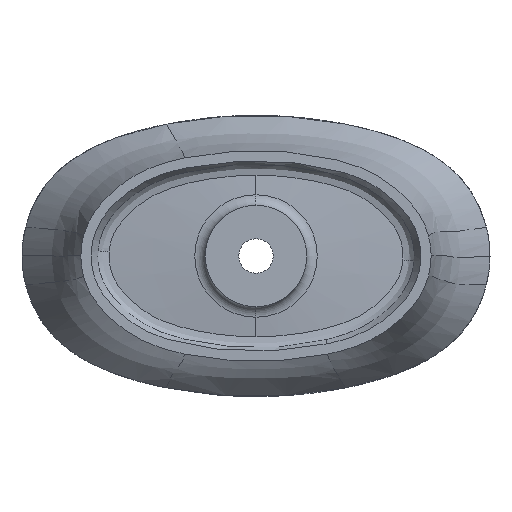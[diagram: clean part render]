
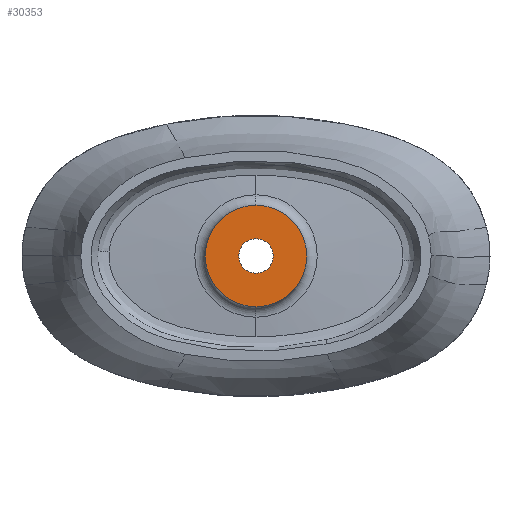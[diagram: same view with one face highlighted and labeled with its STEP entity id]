
A CAD part, front view. The second image highlights one B-rep face of the part: STEP entity #30353.
In plain terms, the highlighted planar face has unit normal (0, -1, 0).
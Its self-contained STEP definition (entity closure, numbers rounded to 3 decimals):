
#164 = DIRECTION ( 'NONE',  ( 0., 1., 0. ) ) ;
#749 = CARTESIAN_POINT ( 'NONE',  ( 0., 0., 0. ) ) ;
#2967 = CARTESIAN_POINT ( 'NONE',  ( 0., 0., 0. ) ) ;
#3344 = CIRCLE ( 'NONE', #27368, 65. ) ;
#3667 = EDGE_CURVE ( 'NONE', #19460, #16379, #32195, .T. ) ;
#4336 = PLANE ( 'NONE',  #28780 ) ;
#4637 = CARTESIAN_POINT ( 'NONE',  ( 0., 0., 0. ) ) ;
#5779 = EDGE_CURVE ( 'NONE', #16379, #19460, #28754, .T. ) ;
#10619 = DIRECTION ( 'NONE',  ( 0., 0., -1. ) ) ;
#11720 = DIRECTION ( 'NONE',  ( 0., 0., -1. ) ) ;
#12277 = AXIS2_PLACEMENT_3D ( 'NONE', #2967, #164, #39465 ) ;
#12417 = CARTESIAN_POINT ( 'NONE',  ( 0., 0., -22. ) ) ;
#13676 = AXIS2_PLACEMENT_3D ( 'NONE', #749, #26948, #10619 ) ;
#13999 = DIRECTION ( 'NONE',  ( 0., -1., 0. ) ) ;
#15325 = VERTEX_POINT ( 'NONE', #38681 ) ;
#15768 = EDGE_CURVE ( 'NONE', #25640, #15325, #3344, .T. ) ;
#16379 = VERTEX_POINT ( 'NONE', #25279 ) ;
#16585 = EDGE_LOOP ( 'NONE', ( #18246, #26733 ) ) ;
#16949 = DIRECTION ( 'NONE',  ( 0., -1., 0. ) ) ;
#17006 = DIRECTION ( 'NONE',  ( 0., 0., -1. ) ) ;
#17613 = EDGE_CURVE ( 'NONE', #15325, #25640, #32848, .T. ) ;
#18246 = ORIENTED_EDGE ( 'NONE', *, *, #15768, .T. ) ;
#18478 = AXIS2_PLACEMENT_3D ( 'NONE', #4637, #41149, #11720 ) ;
#19460 = VERTEX_POINT ( 'NONE', #12417 ) ;
#19756 = CARTESIAN_POINT ( 'NONE',  ( 0., 0., 0. ) ) ;
#22003 = CARTESIAN_POINT ( 'NONE',  ( 0., 0., -65. ) ) ;
#22624 = ORIENTED_EDGE ( 'NONE', *, *, #3667, .T. ) ;
#25279 = CARTESIAN_POINT ( 'NONE',  ( 0., 0., 22. ) ) ;
#25640 = VERTEX_POINT ( 'NONE', #22003 ) ;
#26003 = DIRECTION ( 'NONE',  ( 0., 0., -1. ) ) ;
#26733 = ORIENTED_EDGE ( 'NONE', *, *, #17613, .T. ) ;
#26891 = CARTESIAN_POINT ( 'NONE',  ( 0., 0., 0. ) ) ;
#26948 = DIRECTION ( 'NONE',  ( 0., -1., 0. ) ) ;
#27368 = AXIS2_PLACEMENT_3D ( 'NONE', #19756, #16949, #26003 ) ;
#28754 = CIRCLE ( 'NONE', #18478, 22. ) ;
#28780 = AXIS2_PLACEMENT_3D ( 'NONE', #26891, #13999, #17006 ) ;
#30353 = ADVANCED_FACE ( 'NONE', ( #33765, #37207 ), #4336, .T. ) ;
#32195 = CIRCLE ( 'NONE', #12277, 22. ) ;
#32848 = CIRCLE ( 'NONE', #13676, 65. ) ;
#33765 = FACE_BOUND ( 'NONE', #34879, .T. ) ;
#34879 = EDGE_LOOP ( 'NONE', ( #42169, #22624 ) ) ;
#37207 = FACE_OUTER_BOUND ( 'NONE', #16585, .T. ) ;
#38681 = CARTESIAN_POINT ( 'NONE',  ( 0., 0., 65. ) ) ;
#39465 = DIRECTION ( 'NONE',  ( 0., 0., -1. ) ) ;
#41149 = DIRECTION ( 'NONE',  ( 0., 1., 0. ) ) ;
#42169 = ORIENTED_EDGE ( 'NONE', *, *, #5779, .T. ) ;
